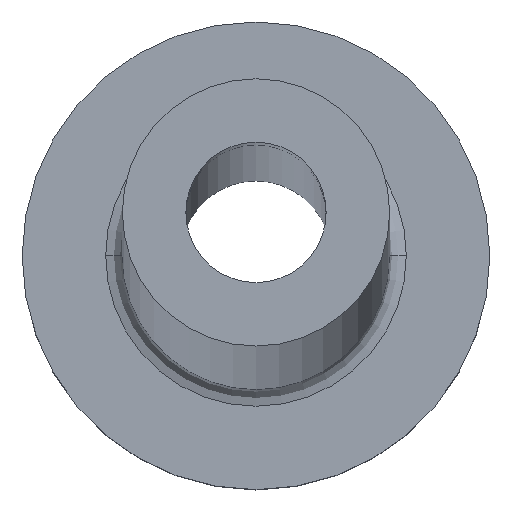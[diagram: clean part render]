
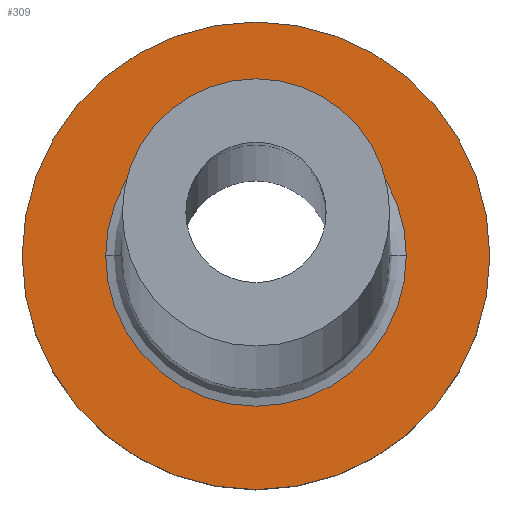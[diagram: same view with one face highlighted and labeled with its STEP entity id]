
A CAD part, top view. The second image highlights one B-rep face of the part: STEP entity #309.
In plain terms, the highlighted planar face has unit normal (0, 0, 1).
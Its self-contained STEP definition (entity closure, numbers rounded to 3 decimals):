
#4 = ORIENTED_EDGE ( 'NONE', *, *, #289, .T. ) ;
#17 = CIRCLE ( 'NONE', #304, 4.5 ) ;
#23 = CARTESIAN_POINT ( 'NONE',  ( -7., 0., 5. ) ) ;
#48 = CARTESIAN_POINT ( 'NONE',  ( 0., 0., 5. ) ) ;
#51 = DIRECTION ( 'NONE',  ( 1., 0., 0. ) ) ;
#58 = AXIS2_PLACEMENT_3D ( 'NONE', #230, #93, #364 ) ;
#70 = VERTEX_POINT ( 'NONE', #398 ) ;
#84 = FACE_OUTER_BOUND ( 'NONE', #442, .T. ) ;
#93 = DIRECTION ( 'NONE',  ( 0., 0., 1. ) ) ;
#109 = AXIS2_PLACEMENT_3D ( 'NONE', #203, #373, #412 ) ;
#112 = ORIENTED_EDGE ( 'NONE', *, *, #114, .T. ) ;
#114 = EDGE_CURVE ( 'NONE', #134, #70, #403, .T. ) ;
#117 = DIRECTION ( 'NONE',  ( 1., 0., 0. ) ) ;
#129 = CIRCLE ( 'NONE', #109, 7. ) ;
#134 = VERTEX_POINT ( 'NONE', #23 ) ;
#146 = DIRECTION ( 'NONE',  ( 0., 0., -1. ) ) ;
#154 = FACE_BOUND ( 'NONE', #326, .T. ) ;
#162 = CARTESIAN_POINT ( 'NONE',  ( 4.5, 0., 5. ) ) ;
#190 = DIRECTION ( 'NONE',  ( 0., 0., -1. ) ) ;
#200 = CARTESIAN_POINT ( 'NONE',  ( -4.5, 0., 5. ) ) ;
#201 = CARTESIAN_POINT ( 'NONE',  ( 0., 0., 5. ) ) ;
#203 = CARTESIAN_POINT ( 'NONE',  ( 0., 0., 5. ) ) ;
#221 = CIRCLE ( 'NONE', #257, 4.5 ) ;
#230 = CARTESIAN_POINT ( 'NONE',  ( 0., 0., 5. ) ) ;
#257 = AXIS2_PLACEMENT_3D ( 'NONE', #333, #146, #51 ) ;
#279 = ORIENTED_EDGE ( 'NONE', *, *, #318, .T. ) ;
#282 = VERTEX_POINT ( 'NONE', #200 ) ;
#289 = EDGE_CURVE ( 'NONE', #282, #342, #221, .T. ) ;
#304 = AXIS2_PLACEMENT_3D ( 'NONE', #48, #190, #444 ) ;
#309 = ADVANCED_FACE ( 'NONE', ( #154, #84 ), #440, .T. ) ;
#318 = EDGE_CURVE ( 'NONE', #342, #282, #17, .T. ) ;
#326 = EDGE_LOOP ( 'NONE', ( #279, #4 ) ) ;
#333 = CARTESIAN_POINT ( 'NONE',  ( 0., 0., 5. ) ) ;
#342 = VERTEX_POINT ( 'NONE', #162 ) ;
#361 = EDGE_CURVE ( 'NONE', #70, #134, #129, .T. ) ;
#364 = DIRECTION ( 'NONE',  ( 1., 0., 0. ) ) ;
#373 = DIRECTION ( 'NONE',  ( 0., 0., 1. ) ) ;
#390 = ORIENTED_EDGE ( 'NONE', *, *, #361, .T. ) ;
#398 = CARTESIAN_POINT ( 'NONE',  ( 7., 0., 5. ) ) ;
#403 = CIRCLE ( 'NONE', #459, 7. ) ;
#412 = DIRECTION ( 'NONE',  ( 1., 0., 0. ) ) ;
#436 = DIRECTION ( 'NONE',  ( 0., 0., 1. ) ) ;
#440 = PLANE ( 'NONE',  #58 ) ;
#442 = EDGE_LOOP ( 'NONE', ( #112, #390 ) ) ;
#444 = DIRECTION ( 'NONE',  ( 1., 0., 0. ) ) ;
#459 = AXIS2_PLACEMENT_3D ( 'NONE', #201, #436, #117 ) ;
